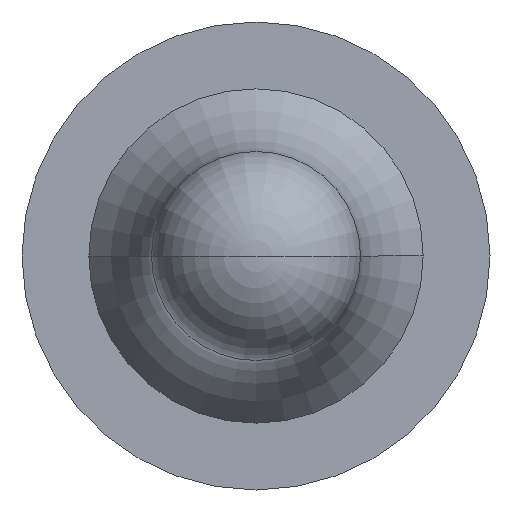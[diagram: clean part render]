
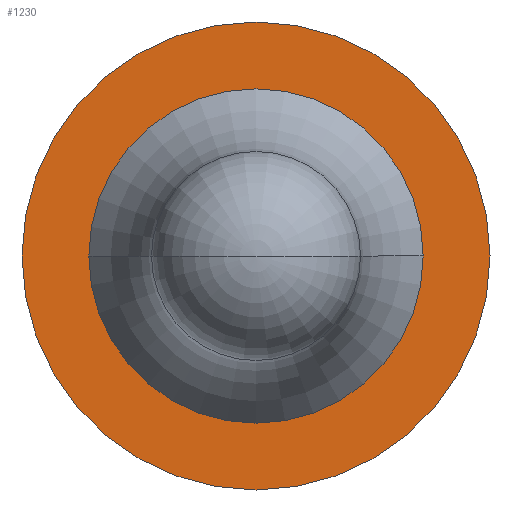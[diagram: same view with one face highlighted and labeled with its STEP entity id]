
A CAD part, left-side view. The second image highlights one B-rep face of the part: STEP entity #1230.
In plain terms, the highlighted planar face has unit normal (-1, 0, 0).
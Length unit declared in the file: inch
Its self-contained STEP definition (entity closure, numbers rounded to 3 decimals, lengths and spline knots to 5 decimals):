
#90 = VERTEX_POINT ( 'NONE', #1321 ) ;
#91 = DIRECTION ( 'NONE',  ( 0., 1., 0. ) ) ;
#98 = VERTEX_POINT ( 'NONE', #1233 ) ;
#115 = CARTESIAN_POINT ( 'NONE',  ( -0.19012, 0., 0. ) ) ;
#175 = EDGE_LOOP ( 'NONE', ( #187, #283 ) ) ;
#186 = VERTEX_POINT ( 'NONE', #1032 ) ;
#187 = ORIENTED_EDGE ( 'NONE', *, *, #308, .F. ) ;
#188 = CIRCLE ( 'NONE', #442, 0.02 ) ;
#224 = FACE_OUTER_BOUND ( 'NONE', #175, .T. ) ;
#253 = DIRECTION ( 'NONE',  ( 0., 1., 0. ) ) ;
#265 = DIRECTION ( 'NONE',  ( 1., 0., 0. ) ) ;
#274 = CARTESIAN_POINT ( 'NONE',  ( -0.19012, 0., 0. ) ) ;
#283 = ORIENTED_EDGE ( 'NONE', *, *, #1044, .F. ) ;
#308 = EDGE_CURVE ( 'NONE', #98, #496, #1194, .T. ) ;
#418 = CIRCLE ( 'NONE', #572, 0.028 ) ;
#442 = AXIS2_PLACEMENT_3D ( 'NONE', #1154, #768, #91 ) ;
#449 = AXIS2_PLACEMENT_3D ( 'NONE', #986, #1195, #527 ) ;
#496 = VERTEX_POINT ( 'NONE', #662 ) ;
#527 = DIRECTION ( 'NONE',  ( 0., 1., 0. ) ) ;
#530 = FACE_BOUND ( 'NONE', #993, .T. ) ;
#532 = AXIS2_PLACEMENT_3D ( 'NONE', #717, #718, #821 ) ;
#572 = AXIS2_PLACEMENT_3D ( 'NONE', #274, #265, #253 ) ;
#662 = CARTESIAN_POINT ( 'NONE',  ( -0.19012, -0.028, 0. ) ) ;
#697 = PLANE ( 'NONE',  #532 ) ;
#717 = CARTESIAN_POINT ( 'NONE',  ( -0.19012, 0.02, 0. ) ) ;
#718 = DIRECTION ( 'NONE',  ( -1., 0., 0. ) ) ;
#768 = DIRECTION ( 'NONE',  ( 1., 0., 0. ) ) ;
#821 = DIRECTION ( 'NONE',  ( 0., -1., 0. ) ) ;
#869 = EDGE_CURVE ( 'NONE', #90, #186, #188, .T. ) ;
#909 = ORIENTED_EDGE ( 'NONE', *, *, #1245, .T. ) ;
#949 = DIRECTION ( 'NONE',  ( 0., 1., 0. ) ) ;
#970 = AXIS2_PLACEMENT_3D ( 'NONE', #115, #1226, #949 ) ;
#986 = CARTESIAN_POINT ( 'NONE',  ( -0.19012, 0., 0. ) ) ;
#993 = EDGE_LOOP ( 'NONE', ( #1210, #909 ) ) ;
#1032 = CARTESIAN_POINT ( 'NONE',  ( -0.19012, -0.02, 0. ) ) ;
#1044 = EDGE_CURVE ( 'NONE', #496, #98, #418, .T. ) ;
#1079 = CIRCLE ( 'NONE', #449, 0.02 ) ;
#1154 = CARTESIAN_POINT ( 'NONE',  ( -0.19012, 0., 0. ) ) ;
#1194 = CIRCLE ( 'NONE', #970, 0.028 ) ;
#1195 = DIRECTION ( 'NONE',  ( 1., 0., 0. ) ) ;
#1210 = ORIENTED_EDGE ( 'NONE', *, *, #869, .T. ) ;
#1226 = DIRECTION ( 'NONE',  ( 1., 0., 0. ) ) ;
#1230 = ADVANCED_FACE ( 'NONE', ( #530, #224 ), #697, .T. ) ;
#1233 = CARTESIAN_POINT ( 'NONE',  ( -0.19012, 0.028, 0. ) ) ;
#1245 = EDGE_CURVE ( 'NONE', #186, #90, #1079, .T. ) ;
#1321 = CARTESIAN_POINT ( 'NONE',  ( -0.19012, 0.02, 0. ) ) ;
